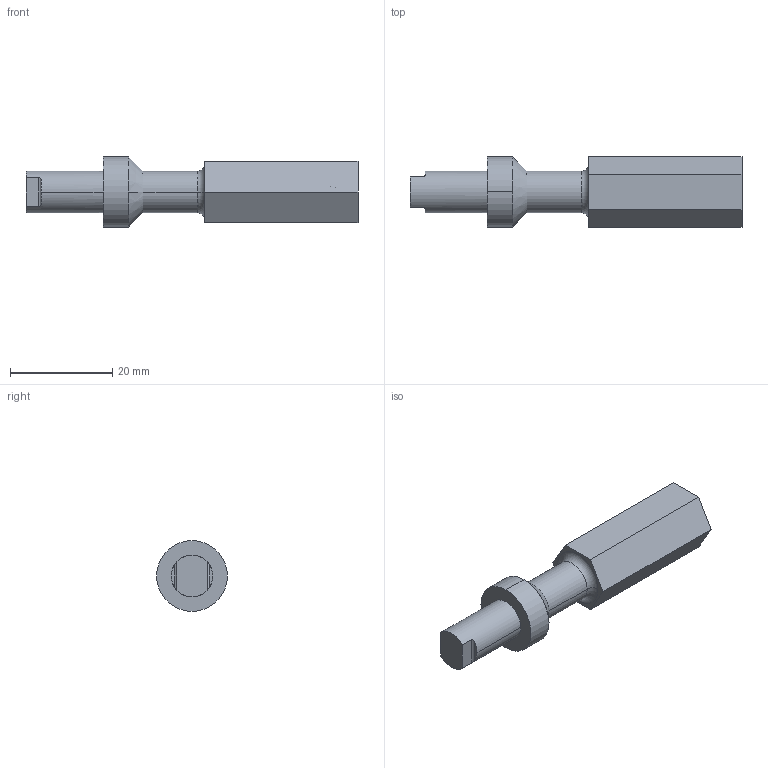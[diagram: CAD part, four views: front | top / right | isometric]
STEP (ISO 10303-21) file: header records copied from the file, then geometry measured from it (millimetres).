
FILE_DESCRIPTION((''),'2;1');
FILE_NAME('FYBUFPR013_004','2025-05-26T20:40:15',('t-gamer'),(''),'CREO PARAMETRIC BY PTC INC, 2024063','CREO PARAMETRIC BY PTC INC, 2024063','');
FILE_SCHEMA(('CONFIG_CONTROL_DESIGN'));
Length unit declared in the file: millimetre
Products named in the file (1): FYBUFPR013_004
Bounding box: 65 x 13.86 x 13.86 mm (x, y, z)
Volume: 6054.5 mm3; surface area: 2696.2 mm2
Topology: 1 solids, 1 shells, 34 faces, 80 edges, 52 vertices
Faces by surface type: plane 22, cylinder 8, torus 2, cone 2
Entity records: 1032 total; most frequent: CARTESIAN_POINT 194, DIRECTION 166, ORIENTED_EDGE 160, EDGE_CURVE 80, AXIS2_PLACEMENT_3D 56, VECTOR 54, LINE 54, VERTEX_POINT 52
